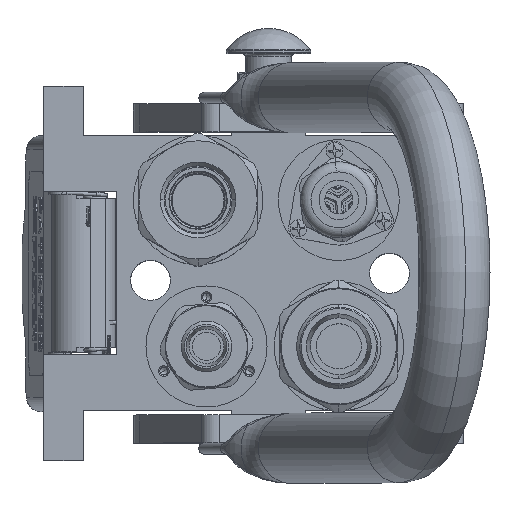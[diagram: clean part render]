
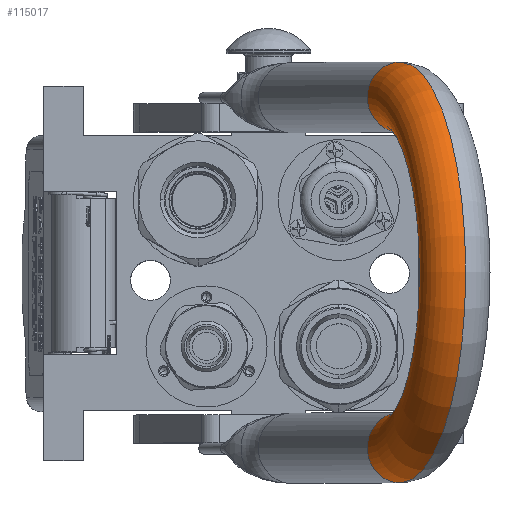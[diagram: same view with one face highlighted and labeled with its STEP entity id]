
A CAD part, top view. The second image highlights one B-rep face of the part: STEP entity #115017.
In plain terms, the highlighted toroidal (fillet/blend) face has major radius 62.25 mm and minor radius 12.5 mm.
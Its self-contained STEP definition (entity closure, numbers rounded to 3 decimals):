
#9694 = CARTESIAN_POINT ( 'NONE',  ( 62.25, 0., 125.25 ) ) ;
#12184 = ORIENTED_EDGE ( 'NONE', *, *, #153630, .F. ) ;
#14193 = AXIS2_PLACEMENT_3D ( 'NONE', #67720, #50731, #22228 ) ;
#16433 = CIRCLE ( 'NONE', #71124, 12.5 ) ;
#22228 = DIRECTION ( 'NONE',  ( -1., 0., 0. ) ) ;
#25779 = ORIENTED_EDGE ( 'NONE', *, *, #146730, .T. ) ;
#38856 = DIRECTION ( 'NONE',  ( 0., 1., 0. ) ) ;
#48972 = AXIS2_PLACEMENT_3D ( 'NONE', #166645, #121171, #181194 ) ;
#49862 = VERTEX_POINT ( 'NONE', #90445 ) ;
#50731 = DIRECTION ( 'NONE',  ( 0., 1., 0. ) ) ;
#52897 = AXIS2_PLACEMENT_3D ( 'NONE', #9694, #127749, #110769 ) ;
#62150 = EDGE_CURVE ( 'NONE', #49862, #135082, #74030, .T. ) ;
#65583 = DIRECTION ( 'NONE',  ( 0., 0., 1. ) ) ;
#67720 = CARTESIAN_POINT ( 'NONE',  ( 0., 0., 125.25 ) ) ;
#71124 = AXIS2_PLACEMENT_3D ( 'NONE', #121762, #65583, #76955 ) ;
#72738 = FACE_OUTER_BOUND ( 'NONE', #88791, .T. ) ;
#74030 = CIRCLE ( 'NONE', #14193, 49.75 ) ;
#74374 = CIRCLE ( 'NONE', #48972, 74.75 ) ;
#76955 = DIRECTION ( 'NONE',  ( -1., 0., 0. ) ) ;
#81200 = ORIENTED_EDGE ( 'NONE', *, *, #62150, .T. ) ;
#82455 = CARTESIAN_POINT ( 'NONE',  ( 0., 0., 125.25 ) ) ;
#84323 = DIRECTION ( 'NONE',  ( 1., 0., 0. ) ) ;
#86371 = TOROIDAL_SURFACE ( 'NONE', #101512, 62.25, 12.5 ) ;
#88791 = EDGE_LOOP ( 'NONE', ( #81200, #94850, #12184, #25779 ) ) ;
#89262 = CARTESIAN_POINT ( 'NONE',  ( -74.75, 0., 125.25 ) ) ;
#90445 = CARTESIAN_POINT ( 'NONE',  ( -49.75, 0., 125.25 ) ) ;
#94850 = ORIENTED_EDGE ( 'NONE', *, *, #121508, .F. ) ;
#97140 = VERTEX_POINT ( 'NONE', #89262 ) ;
#101512 = AXIS2_PLACEMENT_3D ( 'NONE', #82455, #38856, #84323 ) ;
#105683 = CARTESIAN_POINT ( 'NONE',  ( 74.75, 0., 125.25 ) ) ;
#106153 = VERTEX_POINT ( 'NONE', #105683 ) ;
#110769 = DIRECTION ( 'NONE',  ( 1., 0., 0. ) ) ;
#115017 = ADVANCED_FACE ( 'NONE', ( #72738 ), #86371, .T. ) ;
#121171 = DIRECTION ( 'NONE',  ( 0., 1., 0. ) ) ;
#121508 = EDGE_CURVE ( 'NONE', #106153, #135082, #150120, .T. ) ;
#121762 = CARTESIAN_POINT ( 'NONE',  ( -62.25, 0., 125.25 ) ) ;
#127749 = DIRECTION ( 'NONE',  ( 0., 0., -1. ) ) ;
#135082 = VERTEX_POINT ( 'NONE', #171210 ) ;
#146730 = EDGE_CURVE ( 'NONE', #97140, #49862, #16433, .T. ) ;
#150120 = CIRCLE ( 'NONE', #52897, 12.5 ) ;
#153630 = EDGE_CURVE ( 'NONE', #97140, #106153, #74374, .T. ) ;
#166645 = CARTESIAN_POINT ( 'NONE',  ( 0., 0., 125.25 ) ) ;
#171210 = CARTESIAN_POINT ( 'NONE',  ( 49.75, 0., 125.25 ) ) ;
#181194 = DIRECTION ( 'NONE',  ( -1., 0., 0. ) ) ;
